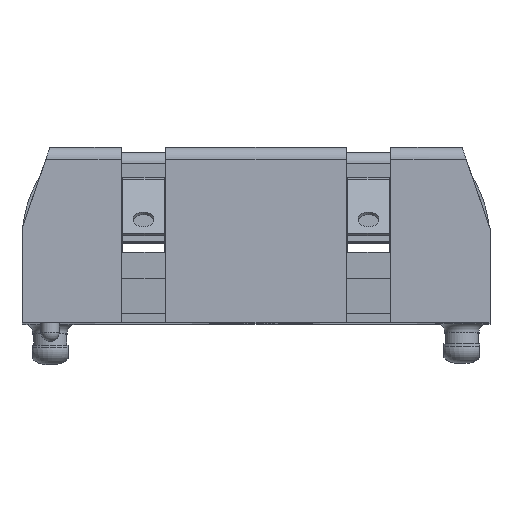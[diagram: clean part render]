
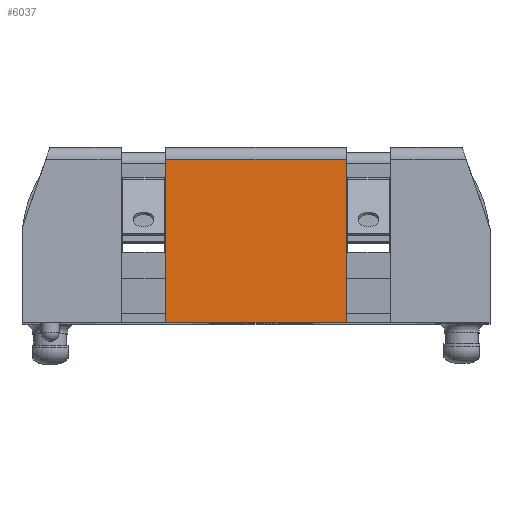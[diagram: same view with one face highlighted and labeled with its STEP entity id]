
A CAD part, top view. The second image highlights one B-rep face of the part: STEP entity #6037.
In plain terms, the highlighted planar face has unit normal (0, 0.018, 1).
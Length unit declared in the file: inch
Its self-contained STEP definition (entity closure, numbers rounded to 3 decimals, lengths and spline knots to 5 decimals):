
#2254 = VERTEX_POINT ( 'NONE', #13681 ) ;
#2970 = LINE ( 'NONE', #12989, #17818 ) ;
#3068 = DIRECTION ( 'NONE',  ( 0., -1., 0.017 ) ) ;
#3549 = DIRECTION ( 'NONE',  ( -1., 0., 0. ) ) ;
#6020 = EDGE_LOOP ( 'NONE', ( #25038, #10196, #13679, #14507 ) ) ;
#6037 = ADVANCED_FACE ( 'NONE', ( #19699 ), #16282, .T. ) ;
#7058 = VERTEX_POINT ( 'NONE', #18911 ) ;
#7168 = EDGE_CURVE ( 'NONE', #30266, #35151, #21893, .T. ) ;
#7360 = LINE ( 'NONE', #25405, #13874 ) ;
#8824 = EDGE_CURVE ( 'NONE', #7058, #2254, #7360, .T. ) ;
#10196 = ORIENTED_EDGE ( 'NONE', *, *, #35265, .T. ) ;
#10979 = DIRECTION ( 'NONE',  ( 0., 1., -0.017 ) ) ;
#12989 = CARTESIAN_POINT ( 'NONE',  ( -0.31319, 0., 1.51685 ) ) ;
#13569 = DIRECTION ( 'NONE',  ( 0., 0.017, 1. ) ) ;
#13679 = ORIENTED_EDGE ( 'NONE', *, *, #7168, .F. ) ;
#13681 = CARTESIAN_POINT ( 'NONE',  ( 0.678, 0., 1.51685 ) ) ;
#13874 = VECTOR ( 'NONE', #3068, 39.37008 ) ;
#14507 = ORIENTED_EDGE ( 'NONE', *, *, #15408, .F. ) ;
#15408 = EDGE_CURVE ( 'NONE', #2254, #30266, #2970, .T. ) ;
#16282 = PLANE ( 'NONE',  #35680 ) ;
#17740 = CARTESIAN_POINT ( 'NONE',  ( 0.075, 0., 1.51685 ) ) ;
#17818 = VECTOR ( 'NONE', #32750, 39.37008 ) ;
#18911 = CARTESIAN_POINT ( 'NONE',  ( 0.678, 0.5477, 1.50729 ) ) ;
#19699 = FACE_OUTER_BOUND ( 'NONE', #6020, .T. ) ;
#21887 = CARTESIAN_POINT ( 'NONE',  ( -0.31319, -0.066, 1.518 ) ) ;
#21893 = LINE ( 'NONE', #24876, #35852 ) ;
#22901 = VECTOR ( 'NONE', #3549, 39.37008 ) ;
#23772 = LINE ( 'NONE', #34164, #22901 ) ;
#24876 = CARTESIAN_POINT ( 'NONE',  ( 0.075, -0.066, 1.518 ) ) ;
#25038 = ORIENTED_EDGE ( 'NONE', *, *, #8824, .F. ) ;
#25405 = CARTESIAN_POINT ( 'NONE',  ( 0.678, -0.066, 1.518 ) ) ;
#30266 = VERTEX_POINT ( 'NONE', #17740 ) ;
#30295 = CARTESIAN_POINT ( 'NONE',  ( 0.075, 0.5477, 1.50729 ) ) ;
#32750 = DIRECTION ( 'NONE',  ( -1., 0., 0. ) ) ;
#33101 = DIRECTION ( 'NONE',  ( 0., -1., 0.017 ) ) ;
#34164 = CARTESIAN_POINT ( 'NONE',  ( 0.075, 0.5477, 1.50729 ) ) ;
#35151 = VERTEX_POINT ( 'NONE', #30295 ) ;
#35265 = EDGE_CURVE ( 'NONE', #7058, #35151, #23772, .T. ) ;
#35680 = AXIS2_PLACEMENT_3D ( 'NONE', #21887, #13569, #33101 ) ;
#35852 = VECTOR ( 'NONE', #10979, 39.37008 ) ;
